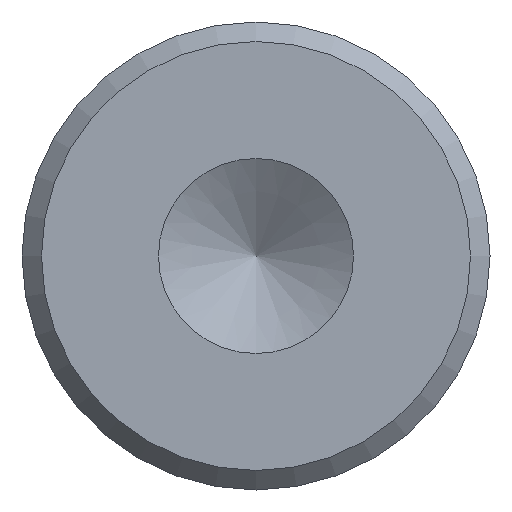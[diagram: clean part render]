
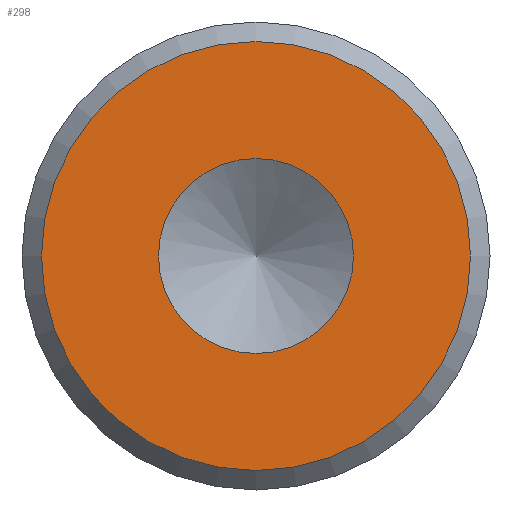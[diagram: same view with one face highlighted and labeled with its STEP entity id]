
A CAD part, front view. The second image highlights one B-rep face of the part: STEP entity #298.
In plain terms, the highlighted planar face has unit normal (0, -1, 0).
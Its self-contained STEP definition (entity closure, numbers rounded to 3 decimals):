
#11 = PLANE ( 'NONE',  #249 ) ;
#22 = EDGE_CURVE ( 'NONE', #40, #40, #194, .T. ) ;
#40 = VERTEX_POINT ( 'NONE', #241 ) ;
#63 = DIRECTION ( 'NONE',  ( 0., 0., 1. ) ) ;
#68 = ORIENTED_EDGE ( 'NONE', *, *, #22, .F. ) ;
#71 = AXIS2_PLACEMENT_3D ( 'NONE', #253, #303, #122 ) ;
#94 = CARTESIAN_POINT ( 'NONE',  ( 0., 0., 0. ) ) ;
#108 = CARTESIAN_POINT ( 'NONE',  ( 0., 0., 5.5 ) ) ;
#109 = EDGE_LOOP ( 'NONE', ( #257 ) ) ;
#112 = VERTEX_POINT ( 'NONE', #108 ) ;
#114 = FACE_OUTER_BOUND ( 'NONE', #109, .T. ) ;
#122 = DIRECTION ( 'NONE',  ( 0., 0., -1. ) ) ;
#157 = DIRECTION ( 'NONE',  ( 0., 1., 0. ) ) ;
#160 = AXIS2_PLACEMENT_3D ( 'NONE', #245, #157, #63 ) ;
#194 = CIRCLE ( 'NONE', #71, 2.5 ) ;
#196 = FACE_BOUND ( 'NONE', #226, .T. ) ;
#226 = EDGE_LOOP ( 'NONE', ( #68 ) ) ;
#241 = CARTESIAN_POINT ( 'NONE',  ( 0., 0., -2.5 ) ) ;
#244 = CIRCLE ( 'NONE', #160, 5.5 ) ;
#245 = CARTESIAN_POINT ( 'NONE',  ( 0., 0., 0. ) ) ;
#249 = AXIS2_PLACEMENT_3D ( 'NONE', #94, #293, #270 ) ;
#253 = CARTESIAN_POINT ( 'NONE',  ( 0., 0., 0. ) ) ;
#257 = ORIENTED_EDGE ( 'NONE', *, *, #274, .F. ) ;
#270 = DIRECTION ( 'NONE',  ( 0., 0., 1. ) ) ;
#274 = EDGE_CURVE ( 'NONE', #112, #112, #244, .T. ) ;
#293 = DIRECTION ( 'NONE',  ( 0., 1., 0. ) ) ;
#298 = ADVANCED_FACE ( 'NONE', ( #196, #114 ), #11, .F. ) ;
#303 = DIRECTION ( 'NONE',  ( 0., -1., 0. ) ) ;
